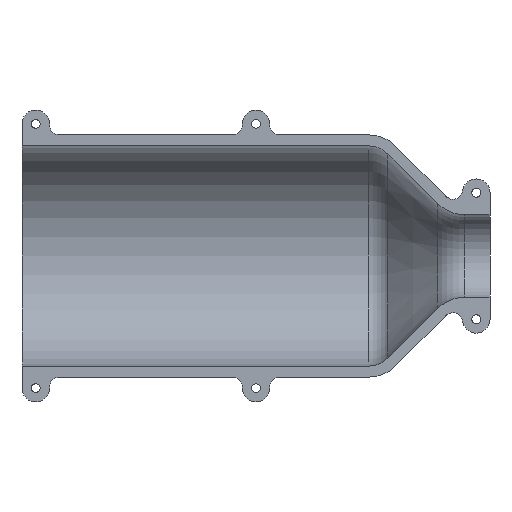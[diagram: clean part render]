
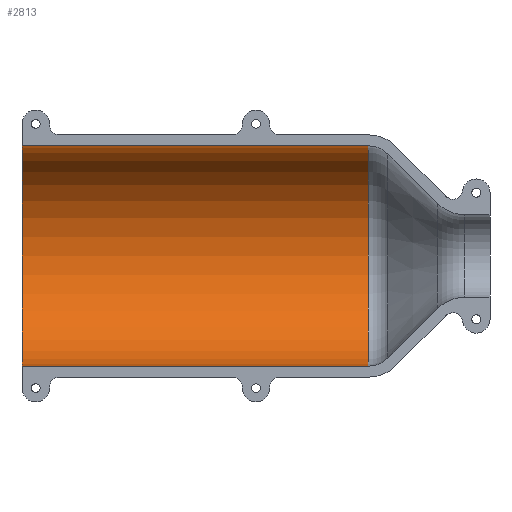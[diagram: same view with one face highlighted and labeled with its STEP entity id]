
A CAD part, left-side view. The second image highlights one B-rep face of the part: STEP entity #2813.
In plain terms, the highlighted cylindrical face has radius 40 mm (diameter 80 mm), a partial arc.
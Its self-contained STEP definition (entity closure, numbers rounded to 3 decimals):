
#119 = DIRECTION ( 'NONE',  ( 0., 0., 1. ) ) ;
#125 = DIRECTION ( 'NONE',  ( 0., 1., 0. ) ) ;
#214 = ORIENTED_EDGE ( 'NONE', *, *, #1378, .T. ) ;
#282 = LINE ( 'NONE', #2722, #1234 ) ;
#316 = VERTEX_POINT ( 'NONE', #3524 ) ;
#437 = DIRECTION ( 'NONE',  ( 0., -1., 0. ) ) ;
#701 = AXIS2_PLACEMENT_3D ( 'NONE', #3007, #437, #119 ) ;
#826 = CARTESIAN_POINT ( 'NONE',  ( 0., 170., -40. ) ) ;
#1024 = CARTESIAN_POINT ( 'NONE',  ( 0., 44.142, -40. ) ) ;
#1066 = FACE_OUTER_BOUND ( 'NONE', #3419, .T. ) ;
#1113 = CYLINDRICAL_SURFACE ( 'NONE', #2203, 40. ) ;
#1234 = VECTOR ( 'NONE', #3309, 1000. ) ;
#1378 = EDGE_CURVE ( 'NONE', #2355, #3366, #2907, .T. ) ;
#1543 = CARTESIAN_POINT ( 'NONE',  ( 0., 0., 0. ) ) ;
#1582 = DIRECTION ( 'NONE',  ( 0., 0., 1. ) ) ;
#1897 = ORIENTED_EDGE ( 'NONE', *, *, #2379, .F. ) ;
#1971 = VECTOR ( 'NONE', #125, 1000. ) ;
#2203 = AXIS2_PLACEMENT_3D ( 'NONE', #1543, #3292, #3308 ) ;
#2207 = EDGE_CURVE ( 'NONE', #316, #3335, #2769, .T. ) ;
#2355 = VERTEX_POINT ( 'NONE', #1024 ) ;
#2379 = EDGE_CURVE ( 'NONE', #2355, #3335, #3128, .T. ) ;
#2719 = AXIS2_PLACEMENT_3D ( 'NONE', #3286, #3250, #1582 ) ;
#2722 = CARTESIAN_POINT ( 'NONE',  ( 0., 40., 40. ) ) ;
#2769 = CIRCLE ( 'NONE', #2719, 40. ) ;
#2813 = ADVANCED_FACE ( 'NONE', ( #1066 ), #1113, .F. ) ;
#2907 = CIRCLE ( 'NONE', #701, 40. ) ;
#3007 = CARTESIAN_POINT ( 'NONE',  ( 0., 44.142, 0. ) ) ;
#3118 = CARTESIAN_POINT ( 'NONE',  ( 0., 44.142, 40. ) ) ;
#3128 = LINE ( 'NONE', #3593, #1971 ) ;
#3155 = ORIENTED_EDGE ( 'NONE', *, *, #2207, .T. ) ;
#3250 = DIRECTION ( 'NONE',  ( 0., 1., 0. ) ) ;
#3286 = CARTESIAN_POINT ( 'NONE',  ( 0., 170., 0. ) ) ;
#3292 = DIRECTION ( 'NONE',  ( 0., 1., 0. ) ) ;
#3308 = DIRECTION ( 'NONE',  ( 0., 0., 1. ) ) ;
#3309 = DIRECTION ( 'NONE',  ( 0., 1., 0. ) ) ;
#3335 = VERTEX_POINT ( 'NONE', #826 ) ;
#3366 = VERTEX_POINT ( 'NONE', #3118 ) ;
#3419 = EDGE_LOOP ( 'NONE', ( #1897, #214, #3644, #3155 ) ) ;
#3524 = CARTESIAN_POINT ( 'NONE',  ( 0., 170., 40. ) ) ;
#3593 = CARTESIAN_POINT ( 'NONE',  ( 0., 40., -40. ) ) ;
#3614 = EDGE_CURVE ( 'NONE', #3366, #316, #282, .T. ) ;
#3644 = ORIENTED_EDGE ( 'NONE', *, *, #3614, .T. ) ;
